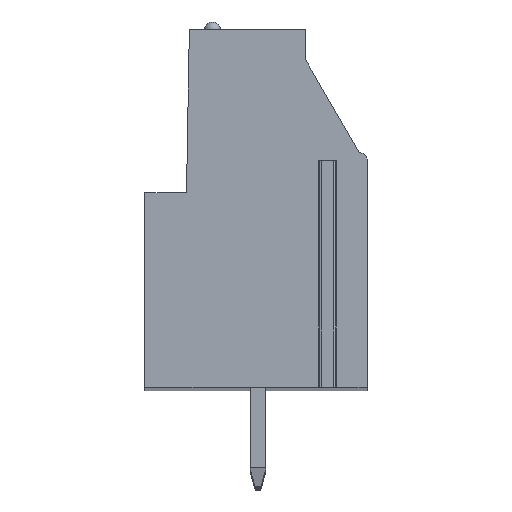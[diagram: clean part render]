
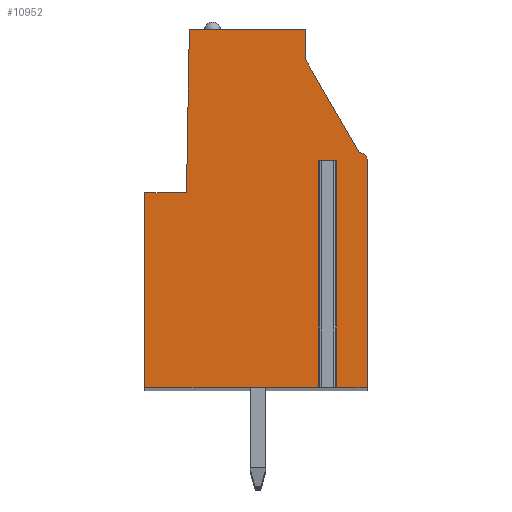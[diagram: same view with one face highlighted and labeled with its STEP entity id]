
A CAD part, top view. The second image highlights one B-rep face of the part: STEP entity #10952.
In plain terms, the highlighted planar face has unit normal (0, 0, 1).
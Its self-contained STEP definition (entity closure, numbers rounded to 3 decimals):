
#1234=DIRECTION('',(1.,0.,0.));
#1235=VECTOR('',#1234,0.5);
#1236=CARTESIAN_POINT('',(3.347,2.4,2.54));
#1237=LINE('',#1236,#1235);
#1238=DIRECTION('',(0.,1.,0.));
#1239=VECTOR('',#1238,11.4);
#1240=CARTESIAN_POINT('',(3.347,-9.,2.54));
#1241=LINE('',#1240,#1239);
#1242=DIRECTION('',(1.,0.,0.));
#1243=VECTOR('',#1242,8.95);
#1244=CARTESIAN_POINT('',(-5.603,-9.,2.54));
#1245=LINE('',#1244,#1243);
#1246=DIRECTION('',(0.,-1.,0.));
#1247=VECTOR('',#1246,9.8);
#1248=CARTESIAN_POINT('',(-5.603,0.8,2.54));
#1249=LINE('',#1248,#1247);
#1250=DIRECTION('',(-1.,0.,0.));
#1251=VECTOR('',#1250,2.1);
#1252=CARTESIAN_POINT('',(-3.503,0.8,2.54));
#1253=LINE('',#1252,#1251);
#1254=DIRECTION('',(-0.017,-1.,0.));
#1255=VECTOR('',#1254,8.201);
#1256=CARTESIAN_POINT('',(-3.36,9.,2.54));
#1257=LINE('',#1256,#1255);
#1258=DIRECTION('',(-1.,0.,0.));
#1259=VECTOR('',#1258,5.86);
#1260=CARTESIAN_POINT('',(2.5,9.,2.54));
#1261=LINE('',#1260,#1259);
#1262=DIRECTION('',(0.,1.,0.));
#1263=VECTOR('',#1262,1.523);
#1264=CARTESIAN_POINT('',(2.5,7.477,2.54));
#1265=LINE('',#1264,#1263);
#1266=DIRECTION('',(-0.5,0.866,0.));
#1267=VECTOR('',#1266,5.394);
#1268=CARTESIAN_POINT('',(5.197,2.805,2.54));
#1269=LINE('',#1268,#1267);
#1270=CARTESIAN_POINT('',(5.197,2.405,2.54));
#1271=DIRECTION('',(0.,0.,1.));
#1272=DIRECTION('',(1.,0.,0.));
#1273=AXIS2_PLACEMENT_3D('',#1270,#1271,#1272);
#1275=DIRECTION('',(0.,1.,0.));
#1276=VECTOR('',#1275,11.405);
#1277=CARTESIAN_POINT('',(5.597,-9.,2.54));
#1278=LINE('',#1277,#1276);
#1279=DIRECTION('',(1.,0.,0.));
#1280=VECTOR('',#1279,1.75);
#1281=CARTESIAN_POINT('',(3.847,-9.,2.54));
#1282=LINE('',#1281,#1280);
#1283=DIRECTION('',(0.,1.,0.));
#1284=VECTOR('',#1283,11.4);
#1285=CARTESIAN_POINT('',(3.847,-9.,2.54));
#1286=LINE('',#1285,#1284);
#7937=CARTESIAN_POINT('',(5.597,-9.,2.54));
#7938=CARTESIAN_POINT('',(5.597,2.405,2.54));
#7939=VERTEX_POINT('',#7937);
#7940=VERTEX_POINT('',#7938);
#7941=CARTESIAN_POINT('',(5.197,2.805,2.54));
#7942=VERTEX_POINT('',#7941);
#7943=CARTESIAN_POINT('',(2.5,7.477,2.54));
#7944=VERTEX_POINT('',#7943);
#7945=CARTESIAN_POINT('',(2.5,9.,2.54));
#7946=VERTEX_POINT('',#7945);
#7947=CARTESIAN_POINT('',(-3.36,9.,2.54));
#7948=VERTEX_POINT('',#7947);
#7949=CARTESIAN_POINT('',(-3.503,0.8,2.54));
#7950=VERTEX_POINT('',#7949);
#7951=CARTESIAN_POINT('',(-5.603,0.8,2.54));
#7952=VERTEX_POINT('',#7951);
#7953=CARTESIAN_POINT('',(-5.603,-9.,2.54));
#7954=VERTEX_POINT('',#7953);
#7991=CARTESIAN_POINT('',(3.347,2.4,2.54));
#7992=CARTESIAN_POINT('',(3.847,2.4,2.54));
#7993=VERTEX_POINT('',#7991);
#7994=VERTEX_POINT('',#7992);
#7995=CARTESIAN_POINT('',(3.347,-9.,2.54));
#7996=VERTEX_POINT('',#7995);
#7997=CARTESIAN_POINT('',(3.847,-9.,2.54));
#7998=VERTEX_POINT('',#7997);
#10929=CARTESIAN_POINT('',(0.,0.,2.54));
#10930=DIRECTION('',(0.,0.,1.));
#10931=DIRECTION('',(1.,0.,0.));
#10932=AXIS2_PLACEMENT_3D('',#10929,#10930,#10931);
#10933=PLANE('',#10932);
#10935=ORIENTED_EDGE('',*,*,#10934,.F.);
#10937=ORIENTED_EDGE('',*,*,#10936,.F.);
#10938=ORIENTED_EDGE('',*,*,#10081,.F.);
#10939=ORIENTED_EDGE('',*,*,#10406,.F.);
#10940=ORIENTED_EDGE('',*,*,#10420,.F.);
#10941=ORIENTED_EDGE('',*,*,#10434,.F.);
#10942=ORIENTED_EDGE('',*,*,#10448,.F.);
#10943=ORIENTED_EDGE('',*,*,#10672,.F.);
#10944=ORIENTED_EDGE('',*,*,#10686,.F.);
#10945=ORIENTED_EDGE('',*,*,#10700,.F.);
#10946=ORIENTED_EDGE('',*,*,#10713,.F.);
#10947=ORIENTED_EDGE('',*,*,#10093,.F.);
#10949=ORIENTED_EDGE('',*,*,#10948,.T.);
#10950=EDGE_LOOP('',(#10935,#10937,#10938,#10939,#10940,#10941,#10942,#10943,
#10944,#10945,#10946,#10947,#10949));
#10951=FACE_OUTER_BOUND('',#10950,.F.);
#1274=CIRCLE('',#1273,0.4);
#10081=EDGE_CURVE('',#7954,#7996,#1245,.T.);
#10093=EDGE_CURVE('',#7998,#7939,#1282,.T.);
#10406=EDGE_CURVE('',#7952,#7954,#1249,.T.);
#10420=EDGE_CURVE('',#7950,#7952,#1253,.T.);
#10434=EDGE_CURVE('',#7948,#7950,#1257,.T.);
#10448=EDGE_CURVE('',#7946,#7948,#1261,.T.);
#10672=EDGE_CURVE('',#7944,#7946,#1265,.T.);
#10686=EDGE_CURVE('',#7942,#7944,#1269,.T.);
#10700=EDGE_CURVE('',#7940,#7942,#1274,.T.);
#10713=EDGE_CURVE('',#7939,#7940,#1278,.T.);
#10934=EDGE_CURVE('',#7993,#7994,#1237,.T.);
#10936=EDGE_CURVE('',#7996,#7993,#1241,.T.);
#10948=EDGE_CURVE('',#7998,#7994,#1286,.T.);
#10952=ADVANCED_FACE('',(#10951),#10933,.T.);
